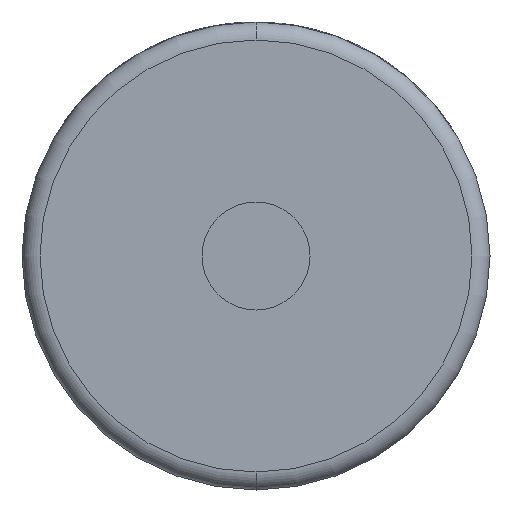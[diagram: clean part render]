
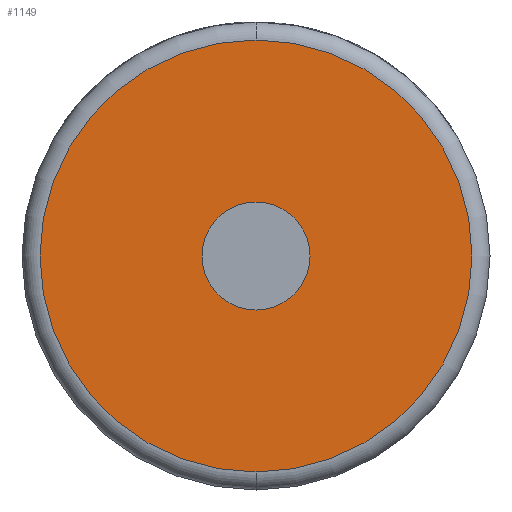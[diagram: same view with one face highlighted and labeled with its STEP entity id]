
A CAD part, front view. The second image highlights one B-rep face of the part: STEP entity #1149.
In plain terms, the highlighted planar face has unit normal (0, -1, 0).
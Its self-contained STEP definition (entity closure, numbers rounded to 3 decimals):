
#201 = VERTEX_POINT ( 'NONE', #3596 ) ;
#236 = CIRCLE ( 'NONE', #1237, 24. ) ;
#406 = EDGE_CURVE ( 'NONE', #201, #1422, #2333, .T. ) ;
#536 = CIRCLE ( 'NONE', #2739, 6. ) ;
#542 = CARTESIAN_POINT ( 'NONE',  ( 0., 0., 0. ) ) ;
#649 = DIRECTION ( 'NONE',  ( 0., -1., 0. ) ) ;
#653 = CARTESIAN_POINT ( 'NONE',  ( 0., 0., 0. ) ) ;
#670 = DIRECTION ( 'NONE',  ( 0., 0., 1. ) ) ;
#840 = CARTESIAN_POINT ( 'NONE',  ( 0., 0., -24. ) ) ;
#967 = DIRECTION ( 'NONE',  ( 0., 0., 1. ) ) ;
#982 = FACE_BOUND ( 'NONE', #1240, .T. ) ;
#1149 = ADVANCED_FACE ( 'NONE', ( #1222, #982 ), #3149, .F. ) ;
#1222 = FACE_OUTER_BOUND ( 'NONE', #3314, .T. ) ;
#1237 = AXIS2_PLACEMENT_3D ( 'NONE', #653, #3165, #670 ) ;
#1240 = EDGE_LOOP ( 'NONE', ( #3652, #1518 ) ) ;
#1361 = AXIS2_PLACEMENT_3D ( 'NONE', #3518, #2358, #2415 ) ;
#1422 = VERTEX_POINT ( 'NONE', #2159 ) ;
#1518 = ORIENTED_EDGE ( 'NONE', *, *, #2727, .F. ) ;
#1647 = DIRECTION ( 'NONE',  ( 0., -1., 0. ) ) ;
#1786 = VERTEX_POINT ( 'NONE', #4634 ) ;
#1823 = CIRCLE ( 'NONE', #2955, 24. ) ;
#1877 = EDGE_CURVE ( 'NONE', #2740, #1786, #1823, .T. ) ;
#2065 = DIRECTION ( 'NONE',  ( 0., -1., 0. ) ) ;
#2159 = CARTESIAN_POINT ( 'NONE',  ( 0., 0., -6. ) ) ;
#2333 = CIRCLE ( 'NONE', #4092, 6. ) ;
#2358 = DIRECTION ( 'NONE',  ( 0., 1., 0. ) ) ;
#2415 = DIRECTION ( 'NONE',  ( 0., 0., 1. ) ) ;
#2727 = EDGE_CURVE ( 'NONE', #1422, #201, #536, .T. ) ;
#2739 = AXIS2_PLACEMENT_3D ( 'NONE', #542, #1647, #3059 ) ;
#2740 = VERTEX_POINT ( 'NONE', #840 ) ;
#2811 = DIRECTION ( 'NONE',  ( 0., 0., 1. ) ) ;
#2955 = AXIS2_PLACEMENT_3D ( 'NONE', #3841, #2065, #2811 ) ;
#3059 = DIRECTION ( 'NONE',  ( 0., 0., 1. ) ) ;
#3149 = PLANE ( 'NONE',  #1361 ) ;
#3165 = DIRECTION ( 'NONE',  ( 0., -1., 0. ) ) ;
#3314 = EDGE_LOOP ( 'NONE', ( #3560, #3950 ) ) ;
#3500 = CARTESIAN_POINT ( 'NONE',  ( 0., 0., 0. ) ) ;
#3518 = CARTESIAN_POINT ( 'NONE',  ( 0., 0., 0. ) ) ;
#3560 = ORIENTED_EDGE ( 'NONE', *, *, #4135, .T. ) ;
#3596 = CARTESIAN_POINT ( 'NONE',  ( 0., 0., 6. ) ) ;
#3652 = ORIENTED_EDGE ( 'NONE', *, *, #406, .F. ) ;
#3841 = CARTESIAN_POINT ( 'NONE',  ( 0., 0., 0. ) ) ;
#3950 = ORIENTED_EDGE ( 'NONE', *, *, #1877, .T. ) ;
#4092 = AXIS2_PLACEMENT_3D ( 'NONE', #3500, #649, #967 ) ;
#4135 = EDGE_CURVE ( 'NONE', #1786, #2740, #236, .T. ) ;
#4634 = CARTESIAN_POINT ( 'NONE',  ( 0., 0., 24. ) ) ;
